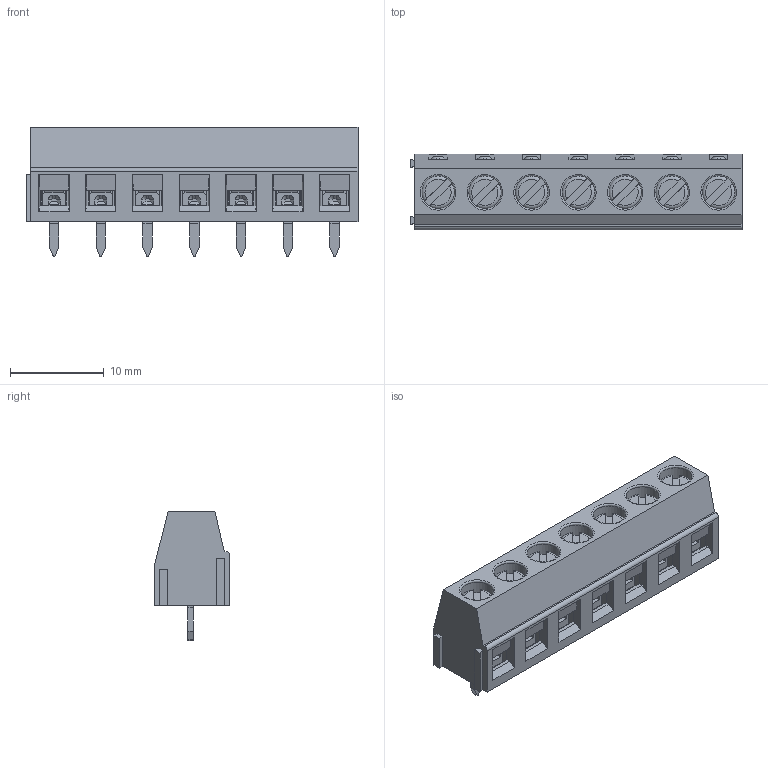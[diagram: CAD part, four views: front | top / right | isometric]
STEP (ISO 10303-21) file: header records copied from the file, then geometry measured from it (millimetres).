
FILE_DESCRIPTION(('STEP AP214'), '1');
FILE_NAME('DG127', '2019-09-29T18:20:59', ('AF'), (''), 'UNSPECIFIED', 'UNSPECIFIED', '');
FILE_SCHEMA(('AUTOMOTIVE_DESIGN { 1 0 10303 214 3 1 1}'));
Length unit declared in the file: millimetre
Assembly tree (21 placements, depth 2):
  (unnamed)
    (unnamed)  x7
    (unnamed)  x7
    (unnamed)  x7
Bounding box: 35.5 x 8.1 x 13.8 mm (x, y, z)
Volume: 1758 mm3; surface area: 4488 mm2
Topology: 22 solids, 22 shells, 810 faces, 2025 edges, 1266 vertices
Faces by surface type: plane 655, cylinder 92, cone 42, torus 21
Full cylindrical faces by diameter (mm): 1.8 x7, 2 x7, 2.5 x7, 2.7 x7, 3.6 x7, 3.8 x7
Entity records: 13827 total; most frequent: CARTESIAN_POINT 1895, ORIENTED_EDGE 1786, DIRECTION 1692, EDGE_CURVE 893, LINE 816, VECTOR 816, VERTEX_POINT 587, AXIS2_PLACEMENT_3D 438
